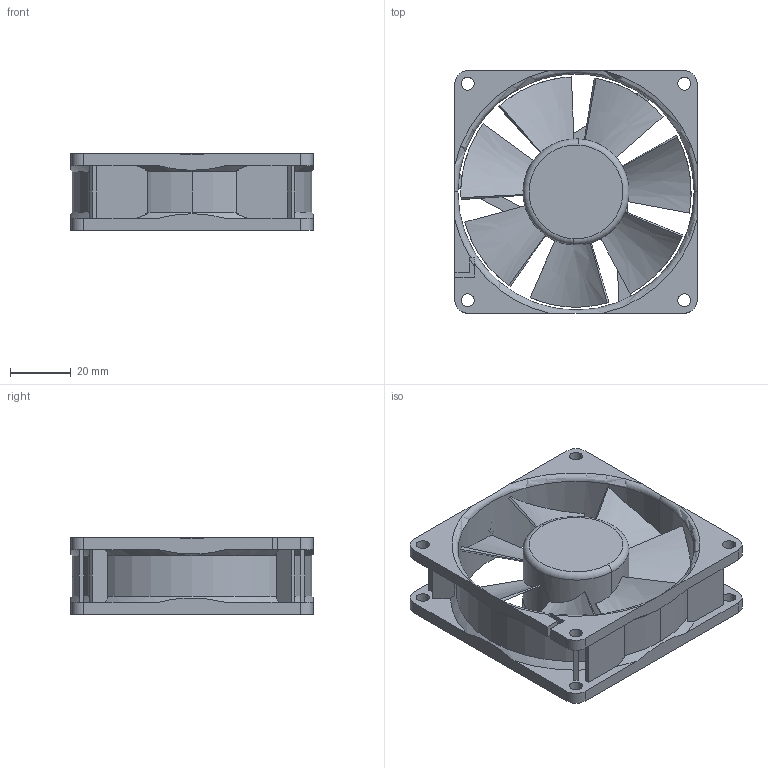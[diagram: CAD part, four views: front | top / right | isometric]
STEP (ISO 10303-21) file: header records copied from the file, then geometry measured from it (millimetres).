
FILE_DESCRIPTION (( 'STEP AP203' ), '1' );
FILE_NAME ('1939K55.step', '2012-11-19T22:25:44', ( 'Admin' ), ( 'Microsoft' ), 'SwSTEP 2.0', 'SolidWorks 2012', '' );
FILE_SCHEMA (( 'CONFIG_CONTROL_DESIGN' ));
Length unit declared in the file: inch
Products named in the file (1): 1939K55
Bounding box: 80 x 80 x 25.4 mm (x, y, z)
Volume: 45368.1 mm3; surface area: 36335.2 mm2
Topology: 2 solids, 2 shells, 157 faces, 487 edges, 321 vertices
Faces by surface type: plane 85, cylinder 47, bspline 17, torus 4, cone 4
Entity records: 6410 total; most frequent: CARTESIAN_POINT 2116, ORIENTED_EDGE 974, DIRECTION 786, EDGE_CURVE 487, VERTEX_POINT 321, AXIS2_PLACEMENT_3D 272, VECTOR 242, LINE 242
